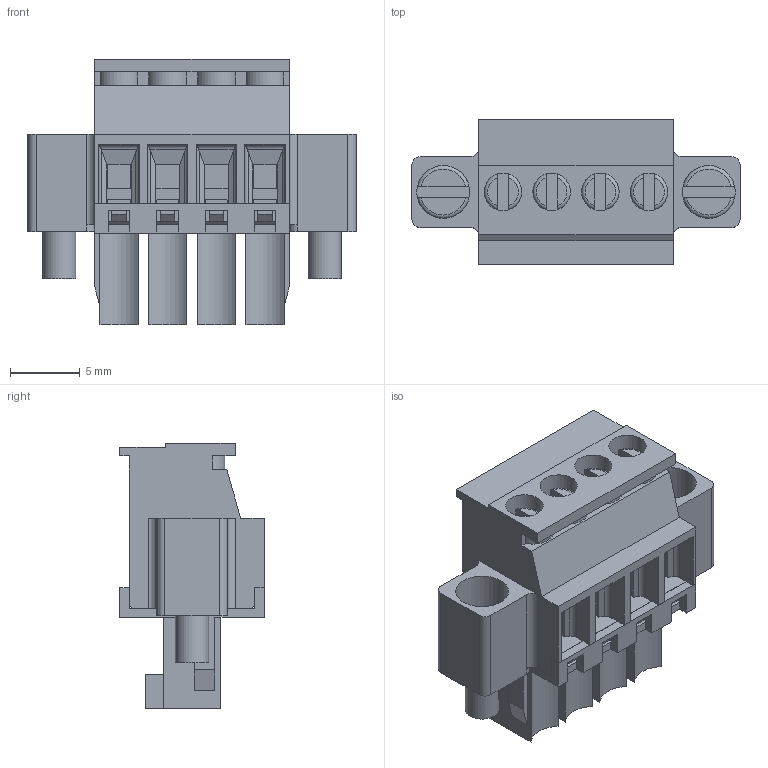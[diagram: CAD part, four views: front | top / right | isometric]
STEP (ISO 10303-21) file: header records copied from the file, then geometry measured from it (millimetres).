
FILE_DESCRIPTION( ( 'Unknown' ), '1' );
FILE_NAME( '691367110004.stp', 'Unknown', ( 'Quentin LAIDEBEUR' ), ( 'WE' ), 'PSStep 15.0.49', 'Sample-box', ' ' );
FILE_SCHEMA( ( 'AUTOMOTIVE_DESIGN { 1 0 10303 214 1 1 1 1 }' ) );
Length unit declared in the file: millimetre
Products named in the file (7): Assem1; 691367110004; 691367110004_Bas; 6913671100xx_Cage; 6913671100xx; 6913671100xx_VIS; 6913671100xx_VIS Flange
Assembly tree (16 placements, depth 2):
  Assem1
    691367110004
    691367110004_Bas
    6913671100xx_Cage  x4
    6913671100xx  x4
    6913671100xx_VIS  x4
    6913671100xx_VIS Flange  x2
Bounding box: 23.6 x 10.4 x 19.1 mm (x, y, z)
Volume: 1396.9 mm3; surface area: 4768.6 mm2
Topology: 16 solids, 16 shells, 850 faces, 2274 edges, 1454 vertices
Faces by surface type: plane 672, cylinder 156, torus 22
Full cylindrical faces by diameter (mm): 1.5 x4, 1.7 x4, 1.9 x8, 2.1 x4, 2.4 x2, 2.5 x2, 2.7 x8, 3.8 x4
Entity records: 22028 total; most frequent: CARTESIAN_POINT 3143, ORIENTED_EDGE 2998, DIRECTION 2804, EDGE_CURVE 1499, LINE 1304, VECTOR 1304, VERTEX_POINT 977, AXIS2_PLACEMENT_3D 750
